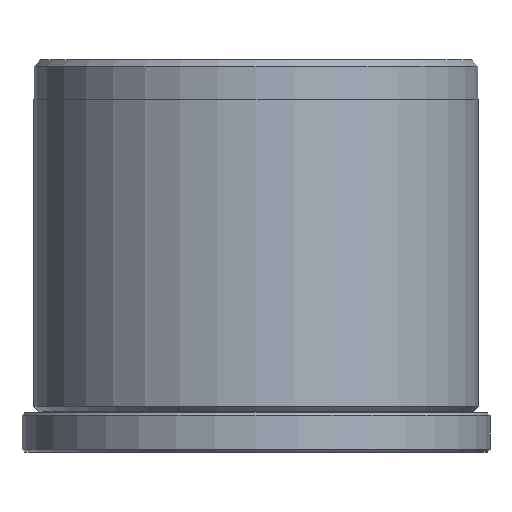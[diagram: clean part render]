
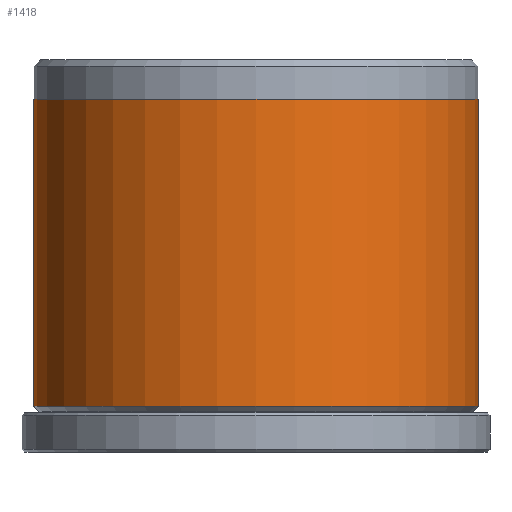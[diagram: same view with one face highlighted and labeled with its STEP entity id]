
A CAD part, front view. The second image highlights one B-rep face of the part: STEP entity #1418.
In plain terms, the highlighted cylindrical face has radius 17 mm (diameter 34 mm), a partial arc.
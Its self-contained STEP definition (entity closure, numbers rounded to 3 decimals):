
#29 = VECTOR ( 'NONE', #322, 1000. ) ;
#209 = CARTESIAN_POINT ( 'NONE',  ( -17., 0., 30. ) ) ;
#322 = DIRECTION ( 'NONE',  ( 0., 0., -1. ) ) ;
#401 = ORIENTED_EDGE ( 'NONE', *, *, #1145, .F. ) ;
#472 = DIRECTION ( 'NONE',  ( -1., 0., 0. ) ) ;
#483 = CARTESIAN_POINT ( 'NONE',  ( 0., 0., 27. ) ) ;
#514 = FACE_OUTER_BOUND ( 'NONE', #1008, .T. ) ;
#595 = CARTESIAN_POINT ( 'NONE',  ( 0., 0., 3.5 ) ) ;
#641 = CARTESIAN_POINT ( 'NONE',  ( -17., 0., 27. ) ) ;
#673 = CARTESIAN_POINT ( 'NONE',  ( 0., 0., 30. ) ) ;
#685 = DIRECTION ( 'NONE',  ( 1., 0., 0. ) ) ;
#786 = CARTESIAN_POINT ( 'NONE',  ( 17., 0., 27. ) ) ;
#803 = DIRECTION ( 'NONE',  ( -1., 0., 0. ) ) ;
#864 = DIRECTION ( 'NONE',  ( 0., 0., -1. ) ) ;
#916 = CARTESIAN_POINT ( 'NONE',  ( 17., 0., 30. ) ) ;
#948 = EDGE_CURVE ( 'NONE', #1849, #2295, #1502, .T. ) ;
#1008 = EDGE_LOOP ( 'NONE', ( #1882, #1915, #1457, #401 ) ) ;
#1013 = CIRCLE ( 'NONE', #1518, 17. ) ;
#1085 = AXIS2_PLACEMENT_3D ( 'NONE', #673, #864, #472 ) ;
#1145 = EDGE_CURVE ( 'NONE', #2295, #2080, #1013, .T. ) ;
#1386 = AXIS2_PLACEMENT_3D ( 'NONE', #483, #1857, #685 ) ;
#1418 = ADVANCED_FACE ( 'NONE', ( #514 ), #1500, .T. ) ;
#1457 = ORIENTED_EDGE ( 'NONE', *, *, #2240, .T. ) ;
#1500 = CYLINDRICAL_SURFACE ( 'NONE', #1085, 17. ) ;
#1502 = LINE ( 'NONE', #916, #29 ) ;
#1518 = AXIS2_PLACEMENT_3D ( 'NONE', #595, #1962, #803 ) ;
#1522 = CIRCLE ( 'NONE', #1386, 17. ) ;
#1599 = DIRECTION ( 'NONE',  ( 0., 0., -1. ) ) ;
#1742 = LINE ( 'NONE', #209, #2365 ) ;
#1813 = CARTESIAN_POINT ( 'NONE',  ( 17., 0., 3.5 ) ) ;
#1849 = VERTEX_POINT ( 'NONE', #786 ) ;
#1857 = DIRECTION ( 'NONE',  ( 0., 0., 1. ) ) ;
#1882 = ORIENTED_EDGE ( 'NONE', *, *, #948, .F. ) ;
#1915 = ORIENTED_EDGE ( 'NONE', *, *, #2099, .F. ) ;
#1962 = DIRECTION ( 'NONE',  ( 0., 0., -1. ) ) ;
#2043 = CARTESIAN_POINT ( 'NONE',  ( -17., 0., 3.5 ) ) ;
#2080 = VERTEX_POINT ( 'NONE', #2043 ) ;
#2099 = EDGE_CURVE ( 'NONE', #2315, #1849, #1522, .T. ) ;
#2240 = EDGE_CURVE ( 'NONE', #2315, #2080, #1742, .T. ) ;
#2295 = VERTEX_POINT ( 'NONE', #1813 ) ;
#2315 = VERTEX_POINT ( 'NONE', #641 ) ;
#2365 = VECTOR ( 'NONE', #1599, 1000. ) ;
